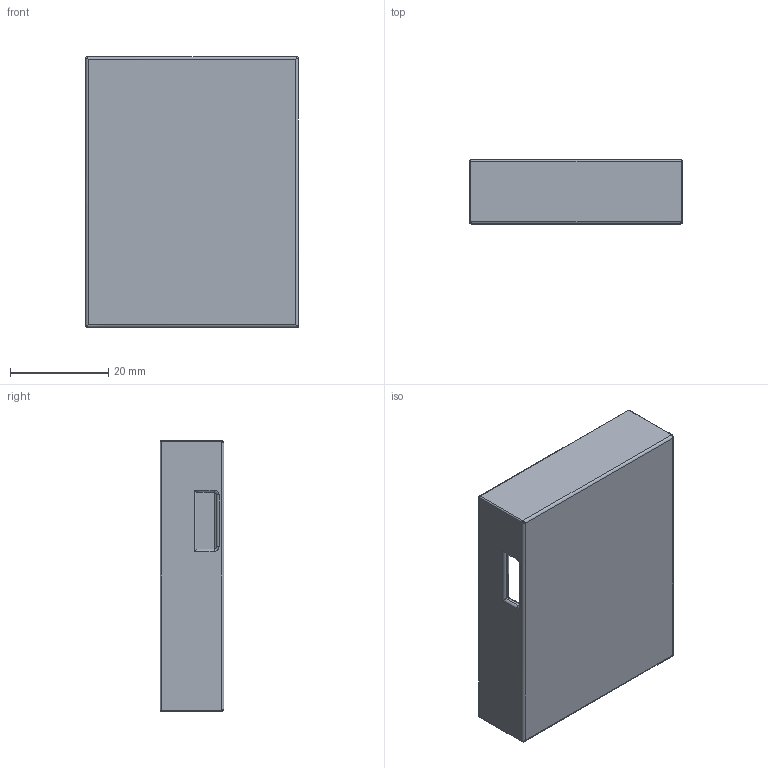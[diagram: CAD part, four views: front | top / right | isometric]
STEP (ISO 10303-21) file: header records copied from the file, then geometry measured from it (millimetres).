
FILE_DESCRIPTION(/* description */ (''),/* implementation_level */ '2;1');
FILE_NAME(/* name */ 'enclosure2.stp',/* time_stamp */ '2022-05-01T16:36:12-04:00',/* author */ ('Haroon Nawaz'),/* organization */ (''),/* preprocessor_version */ 'ST-DEVELOPER v19',/* originating_system */ 'Autodesk Inventor 2023',/* authorisation */ '');
FILE_SCHEMA (('AUTOMOTIVE_DESIGN { 1 0 10303 214 3 1 1 }'));
Length unit declared in the file: millimetre
Products named in the file (1): enclosure
Bounding box: 43.25 x 13 x 55 mm (x, y, z)
Volume: 6642.8 mm3; surface area: 9676.1 mm2
Topology: 1 solids, 1 shells, 99 faces, 234 edges, 137 vertices
Faces by surface type: cylinder 49, plane 29, torus 8, sphere 7, bspline 3, cone 3
Full cylindrical faces by diameter (mm): 0.8 x3
Entity records: 2894 total; most frequent: CARTESIAN_POINT 537, DIRECTION 519, ORIENTED_EDGE 456, EDGE_CURVE 228, AXIS2_PLACEMENT_3D 194, VERTEX_POINT 134, LINE 131, VECTOR 131
